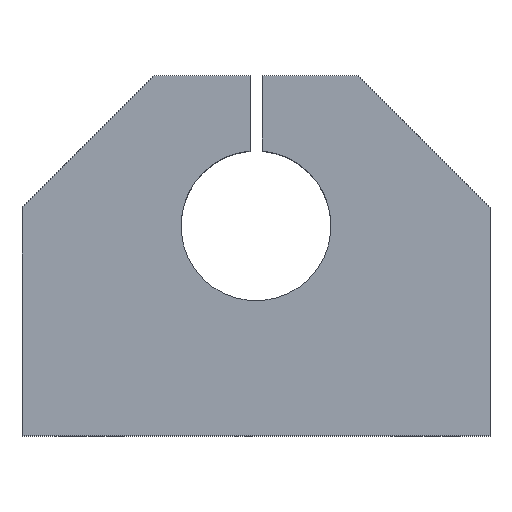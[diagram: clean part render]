
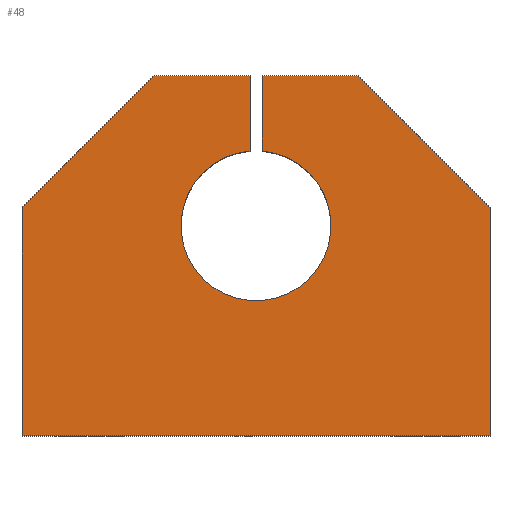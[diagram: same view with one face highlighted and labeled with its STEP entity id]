
A CAD part, top view. The second image highlights one B-rep face of the part: STEP entity #48.
In plain terms, the highlighted planar face has unit normal (0, 0, 1).
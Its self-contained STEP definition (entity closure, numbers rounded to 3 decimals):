
#48 = ADVANCED_FACE( '', ( #113 ), #114, .T. );
#113 = FACE_OUTER_BOUND( '', #211, .T. );
#114 = PLANE( '', #212 );
#211 = EDGE_LOOP( '', ( #303, #304, #305, #306, #307, #308, #309, #310, #311, #312 ) );
#212 = AXIS2_PLACEMENT_3D( '', #313, #314, #315 );
#303 = ORIENTED_EDGE( '', *, *, #493, .T. );
#304 = ORIENTED_EDGE( '', *, *, #494, .T. );
#305 = ORIENTED_EDGE( '', *, *, #495, .T. );
#306 = ORIENTED_EDGE( '', *, *, #496, .T. );
#307 = ORIENTED_EDGE( '', *, *, #497, .T. );
#308 = ORIENTED_EDGE( '', *, *, #498, .T. );
#309 = ORIENTED_EDGE( '', *, *, #499, .F. );
#310 = ORIENTED_EDGE( '', *, *, #500, .T. );
#311 = ORIENTED_EDGE( '', *, *, #501, .T. );
#312 = ORIENTED_EDGE( '', *, *, #502, .T. );
#313 = CARTESIAN_POINT( '', ( 0., 35., 38. ) );
#314 = DIRECTION( '', ( 0., 0., 1. ) );
#315 = DIRECTION( '', ( 1., 0., 0. ) );
#493 = EDGE_CURVE( '', #564, #565, #566, .T. );
#494 = EDGE_CURVE( '', #565, #567, #568, .T. );
#495 = EDGE_CURVE( '', #567, #569, #570, .T. );
#496 = EDGE_CURVE( '', #569, #571, #572, .T. );
#497 = EDGE_CURVE( '', #571, #573, #574, .T. );
#498 = EDGE_CURVE( '', #573, #575, #576, .T. );
#499 = EDGE_CURVE( '', #577, #575, #578, .T. );
#500 = EDGE_CURVE( '', #577, #579, #580, .T. );
#501 = EDGE_CURVE( '', #579, #581, #582, .T. );
#502 = EDGE_CURVE( '', #581, #564, #583, .T. );
#564 = VERTEX_POINT( '', #671 );
#565 = VERTEX_POINT( '', #672 );
#566 = LINE( '', #673, #674 );
#567 = VERTEX_POINT( '', #675 );
#568 = LINE( '', #676, #677 );
#569 = VERTEX_POINT( '', #678 );
#570 = LINE( '', #679, #680 );
#571 = VERTEX_POINT( '', #681 );
#572 = LINE( '', #682, #683 );
#573 = VERTEX_POINT( '', #684 );
#574 = LINE( '', #685, #686 );
#575 = VERTEX_POINT( '', #687 );
#576 = LINE( '', #688, #689 );
#577 = VERTEX_POINT( '', #690 );
#578 = CIRCLE( '', #691, 12.5 );
#579 = VERTEX_POINT( '', #692 );
#580 = LINE( '', #693, #694 );
#581 = VERTEX_POINT( '', #695 );
#582 = LINE( '', #696, #697 );
#583 = LINE( '', #698, #699 );
#671 = CARTESIAN_POINT( '', ( -39., 38., 38. ) );
#672 = CARTESIAN_POINT( '', ( -39., 0., 38. ) );
#673 = CARTESIAN_POINT( '', ( -39., 38., 38. ) );
#674 = VECTOR( '', #925, 1000. );
#675 = CARTESIAN_POINT( '', ( 39., 0., 38. ) );
#676 = CARTESIAN_POINT( '', ( -39., 0., 38. ) );
#677 = VECTOR( '', #926, 1000. );
#678 = CARTESIAN_POINT( '', ( 39., 38., 38. ) );
#679 = CARTESIAN_POINT( '', ( 39., 0., 38. ) );
#680 = VECTOR( '', #927, 1000. );
#681 = CARTESIAN_POINT( '', ( 17., 60., 38. ) );
#682 = CARTESIAN_POINT( '', ( 39., 38., 38. ) );
#683 = VECTOR( '', #928, 1000. );
#684 = CARTESIAN_POINT( '', ( 1., 60., 38. ) );
#685 = CARTESIAN_POINT( '', ( 17., 60., 38. ) );
#686 = VECTOR( '', #929, 1000. );
#687 = CARTESIAN_POINT( '', ( 1., 47.46, 38. ) );
#688 = CARTESIAN_POINT( '', ( 1., 60., 38. ) );
#689 = VECTOR( '', #930, 1000. );
#690 = CARTESIAN_POINT( '', ( -1., 47.46, 38. ) );
#691 = AXIS2_PLACEMENT_3D( '', #931, #932, #933 );
#692 = CARTESIAN_POINT( '', ( -1., 60., 38. ) );
#693 = CARTESIAN_POINT( '', ( -1., 47.46, 38. ) );
#694 = VECTOR( '', #934, 1000. );
#695 = CARTESIAN_POINT( '', ( -17., 60., 38. ) );
#696 = CARTESIAN_POINT( '', ( -1., 60., 38. ) );
#697 = VECTOR( '', #935, 1000. );
#698 = CARTESIAN_POINT( '', ( -17., 60., 38. ) );
#699 = VECTOR( '', #936, 1000. );
#925 = DIRECTION( '', ( 0., -1., 0. ) );
#926 = DIRECTION( '', ( 1., 0., 0. ) );
#927 = DIRECTION( '', ( 0., 1., 0. ) );
#928 = DIRECTION( '', ( -0.707, 0.707, 0. ) );
#929 = DIRECTION( '', ( -1., 0., 0. ) );
#930 = DIRECTION( '', ( 0., -1., 0. ) );
#931 = CARTESIAN_POINT( '', ( 0., 35., 38. ) );
#932 = DIRECTION( '', ( 0., 0., 1. ) );
#933 = DIRECTION( '', ( 1., 0., 0. ) );
#934 = DIRECTION( '', ( 0., 1., 0. ) );
#935 = DIRECTION( '', ( -1., 0., 0. ) );
#936 = DIRECTION( '', ( -0.707, -0.707, 0. ) );
